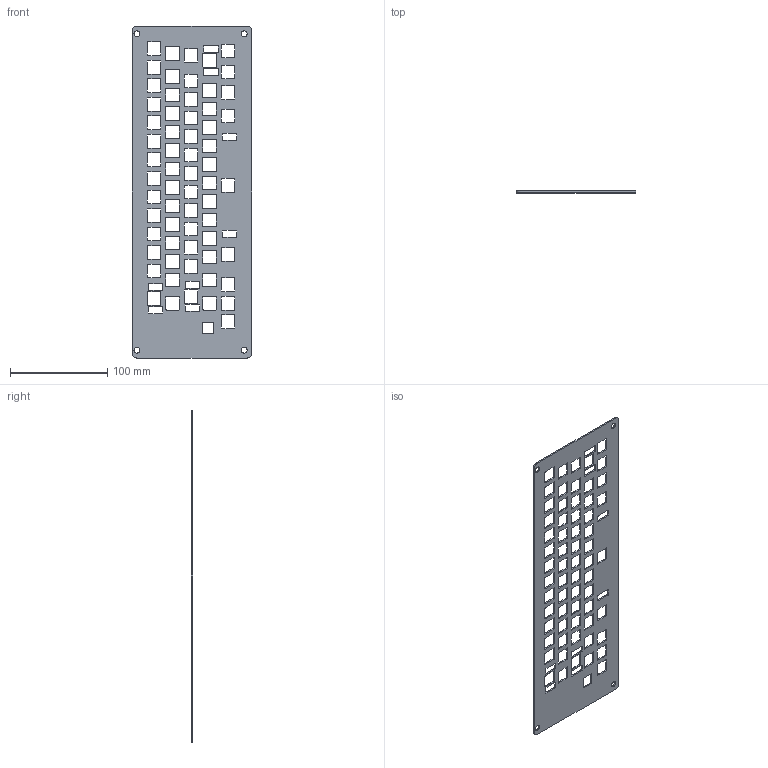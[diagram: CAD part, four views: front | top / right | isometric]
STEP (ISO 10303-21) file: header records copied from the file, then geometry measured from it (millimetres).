
FILE_DESCRIPTION(/* description */ (''),/* implementation_level */ '2;1');
FILE_NAME(/* name */ 'Top_Plate_Mkey.stp',/* time_stamp */ '2025-07-05T14:30:10-05:00',/* author */ ('SaiAn'),/* organization */ (''),/* preprocessor_version */ 'ST-DEVELOPER v20.1',/* originating_system */ 'Autodesk Inventor 2026',/* authorisation */ '');
FILE_SCHEMA (('AUTOMOTIVE_DESIGN { 1 0 10303 214 3 1 1 }'));
Length unit declared in the file: millimetre
Products named in the file (1): Top_Plate_Mkey
Bounding box: 123.47 x 1.5 x 341.78 mm (x, y, z)
Volume: 42172.7 mm3; surface area: 64812.5 mm2
Topology: 1 solids, 1 shells, 672 faces, 2076 edges, 1384 vertices
Faces by surface type: plane 355, cylinder 292, bspline 25
Full cylindrical faces by diameter (mm): 6 x4
Entity records: 23830 total; most frequent: CARTESIAN_POINT 4571, ORIENTED_EDGE 4152, DIRECTION 3892, EDGE_CURVE 2076, LINE 1402, VECTOR 1402, VERTEX_POINT 1384, AXIS2_PLACEMENT_3D 1245
